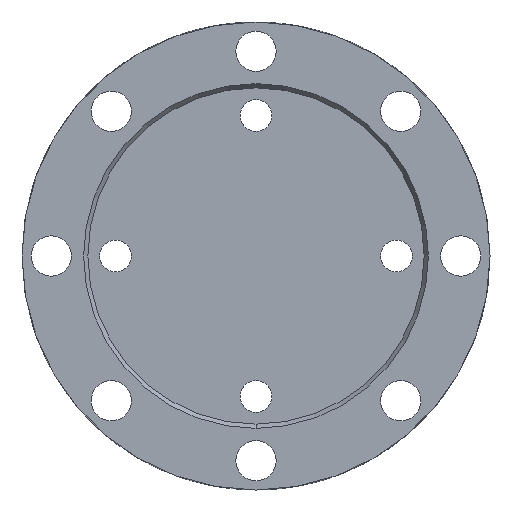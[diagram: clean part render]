
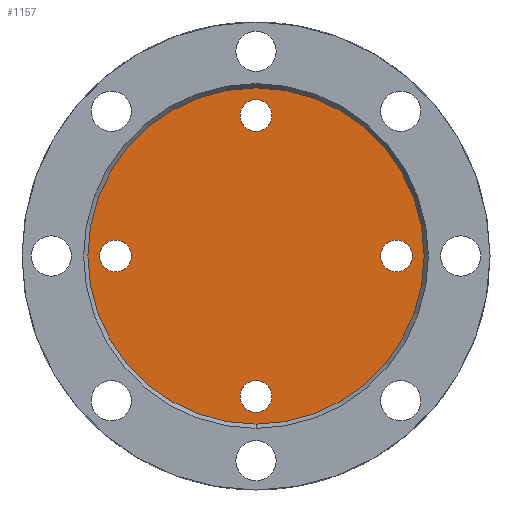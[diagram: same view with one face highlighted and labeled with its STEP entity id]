
A CAD part, front view. The second image highlights one B-rep face of the part: STEP entity #1157.
In plain terms, the highlighted planar face has unit normal (0, -1, 0).
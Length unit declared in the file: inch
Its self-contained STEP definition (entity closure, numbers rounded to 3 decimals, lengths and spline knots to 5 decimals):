
#4 = EDGE_CURVE ( 'NONE', #303, #203, #2722, .T. ) ;
#38 = CIRCLE ( 'NONE', #1140, 0.136 ) ;
#78 = CARTESIAN_POINT ( 'NONE',  ( 0., 0.05, -1.336 ) ) ;
#86 = DIRECTION ( 'NONE',  ( 0., 0., -1. ) ) ;
#93 = CARTESIAN_POINT ( 'NONE',  ( -1.2, 0.05, 0. ) ) ;
#192 = DIRECTION ( 'NONE',  ( 0., 0., -1. ) ) ;
#203 = VERTEX_POINT ( 'NONE', #2767 ) ;
#217 = CARTESIAN_POINT ( 'NONE',  ( 0., 0.05, 1.2 ) ) ;
#265 = CARTESIAN_POINT ( 'NONE',  ( -1.2, 0.05, 0.136 ) ) ;
#267 = VERTEX_POINT ( 'NONE', #1911 ) ;
#303 = VERTEX_POINT ( 'NONE', #78 ) ;
#316 = CIRCLE ( 'NONE', #2121, 0.136 ) ;
#336 = AXIS2_PLACEMENT_3D ( 'NONE', #93, #2830, #2227 ) ;
#390 = VERTEX_POINT ( 'NONE', #3774 ) ;
#393 = EDGE_LOOP ( 'NONE', ( #585, #3449 ) ) ;
#397 = CARTESIAN_POINT ( 'NONE',  ( 1.2, 0.05, -0.136 ) ) ;
#441 = ORIENTED_EDGE ( 'NONE', *, *, #1649, .T. ) ;
#505 = AXIS2_PLACEMENT_3D ( 'NONE', #3254, #2045, #192 ) ;
#561 = CARTESIAN_POINT ( 'NONE',  ( 0., 0.05, -1.2 ) ) ;
#562 = FACE_BOUND ( 'NONE', #1918, .T. ) ;
#585 = ORIENTED_EDGE ( 'NONE', *, *, #2189, .T. ) ;
#588 = ORIENTED_EDGE ( 'NONE', *, *, #3456, .T. ) ;
#688 = AXIS2_PLACEMENT_3D ( 'NONE', #2496, #990, #86 ) ;
#717 = CIRCLE ( 'NONE', #505, 1.43704 ) ;
#725 = CARTESIAN_POINT ( 'NONE',  ( 1.2, 0.05, 0. ) ) ;
#822 = EDGE_CURVE ( 'NONE', #941, #3038, #717, .T. ) ;
#851 = EDGE_CURVE ( 'NONE', #203, #303, #2104, .T. ) ;
#909 = EDGE_LOOP ( 'NONE', ( #2430, #3862 ) ) ;
#941 = VERTEX_POINT ( 'NONE', #2416 ) ;
#958 = AXIS2_PLACEMENT_3D ( 'NONE', #561, #3017, #3572 ) ;
#990 = DIRECTION ( 'NONE',  ( 0., -1., 0. ) ) ;
#1008 = AXIS2_PLACEMENT_3D ( 'NONE', #1034, #3770, #1653 ) ;
#1034 = CARTESIAN_POINT ( 'NONE',  ( -1.43704, 0.05, 0. ) ) ;
#1134 = DIRECTION ( 'NONE',  ( 0., 1., 0. ) ) ;
#1140 = AXIS2_PLACEMENT_3D ( 'NONE', #3638, #2939, #1466 ) ;
#1157 = ADVANCED_FACE ( 'NONE', ( #1173, #3855, #2175, #1848, #562 ), #3495, .T. ) ;
#1173 = FACE_BOUND ( 'NONE', #909, .T. ) ;
#1282 = VERTEX_POINT ( 'NONE', #3820 ) ;
#1319 = ORIENTED_EDGE ( 'NONE', *, *, #2454, .T. ) ;
#1332 = ORIENTED_EDGE ( 'NONE', *, *, #3010, .T. ) ;
#1466 = DIRECTION ( 'NONE',  ( 0., 0., -1. ) ) ;
#1649 = EDGE_CURVE ( 'NONE', #3191, #2193, #1749, .T. ) ;
#1653 = DIRECTION ( 'NONE',  ( 0., 0., -1. ) ) ;
#1749 = CIRCLE ( 'NONE', #2783, 0.136 ) ;
#1757 = CIRCLE ( 'NONE', #688, 1.43704 ) ;
#1783 = EDGE_CURVE ( 'NONE', #1282, #2475, #316, .T. ) ;
#1811 = DIRECTION ( 'NONE',  ( 0., 1., 0. ) ) ;
#1848 = FACE_BOUND ( 'NONE', #2807, .T. ) ;
#1911 = CARTESIAN_POINT ( 'NONE',  ( 0., 0.05, 1.064 ) ) ;
#1918 = EDGE_LOOP ( 'NONE', ( #1319, #441 ) ) ;
#2045 = DIRECTION ( 'NONE',  ( 0., -1., 0. ) ) ;
#2104 = CIRCLE ( 'NONE', #958, 0.136 ) ;
#2106 = DIRECTION ( 'NONE',  ( 0., 1., 0. ) ) ;
#2121 = AXIS2_PLACEMENT_3D ( 'NONE', #725, #3159, #3190 ) ;
#2129 = CIRCLE ( 'NONE', #3420, 0.136 ) ;
#2142 = CARTESIAN_POINT ( 'NONE',  ( 0., 0.05, -1.43704 ) ) ;
#2175 = FACE_OUTER_BOUND ( 'NONE', #393, .T. ) ;
#2189 = EDGE_CURVE ( 'NONE', #3038, #941, #1757, .T. ) ;
#2193 = VERTEX_POINT ( 'NONE', #3119 ) ;
#2227 = DIRECTION ( 'NONE',  ( 0., 0., -1. ) ) ;
#2312 = EDGE_CURVE ( 'NONE', #390, #267, #38, .T. ) ;
#2340 = DIRECTION ( 'NONE',  ( 0., 1., 0. ) ) ;
#2416 = CARTESIAN_POINT ( 'NONE',  ( 0., 0.05, 1.43704 ) ) ;
#2430 = ORIENTED_EDGE ( 'NONE', *, *, #4, .T. ) ;
#2454 = EDGE_CURVE ( 'NONE', #2193, #3191, #2693, .T. ) ;
#2475 = VERTEX_POINT ( 'NONE', #397 ) ;
#2489 = CIRCLE ( 'NONE', #2725, 0.136 ) ;
#2496 = CARTESIAN_POINT ( 'NONE',  ( 0., 0.05, 0. ) ) ;
#2557 = AXIS2_PLACEMENT_3D ( 'NONE', #2691, #2106, #3282 ) ;
#2636 = DIRECTION ( 'NONE',  ( 0., 0., -1. ) ) ;
#2691 = CARTESIAN_POINT ( 'NONE',  ( 0., 0.05, -1.2 ) ) ;
#2693 = CIRCLE ( 'NONE', #336, 0.136 ) ;
#2722 = CIRCLE ( 'NONE', #2557, 0.136 ) ;
#2725 = AXIS2_PLACEMENT_3D ( 'NONE', #217, #2340, #2636 ) ;
#2767 = CARTESIAN_POINT ( 'NONE',  ( 0., 0.05, -1.064 ) ) ;
#2783 = AXIS2_PLACEMENT_3D ( 'NONE', #3559, #1134, #3250 ) ;
#2807 = EDGE_LOOP ( 'NONE', ( #1332, #3726 ) ) ;
#2830 = DIRECTION ( 'NONE',  ( 0., 1., 0. ) ) ;
#2939 = DIRECTION ( 'NONE',  ( 0., 1., 0. ) ) ;
#3000 = CARTESIAN_POINT ( 'NONE',  ( 1.2, 0.05, 0. ) ) ;
#3010 = EDGE_CURVE ( 'NONE', #2475, #1282, #2129, .T. ) ;
#3017 = DIRECTION ( 'NONE',  ( 0., 1., 0. ) ) ;
#3038 = VERTEX_POINT ( 'NONE', #2142 ) ;
#3119 = CARTESIAN_POINT ( 'NONE',  ( -1.2, 0.05, -0.136 ) ) ;
#3159 = DIRECTION ( 'NONE',  ( 0., 1., 0. ) ) ;
#3190 = DIRECTION ( 'NONE',  ( 0., 0., -1. ) ) ;
#3191 = VERTEX_POINT ( 'NONE', #265 ) ;
#3250 = DIRECTION ( 'NONE',  ( 0., 0., -1. ) ) ;
#3254 = CARTESIAN_POINT ( 'NONE',  ( 0., 0.05, 0. ) ) ;
#3282 = DIRECTION ( 'NONE',  ( 0., 0., -1. ) ) ;
#3335 = ORIENTED_EDGE ( 'NONE', *, *, #2312, .T. ) ;
#3382 = EDGE_LOOP ( 'NONE', ( #588, #3335 ) ) ;
#3420 = AXIS2_PLACEMENT_3D ( 'NONE', #3000, #1811, #3896 ) ;
#3449 = ORIENTED_EDGE ( 'NONE', *, *, #822, .T. ) ;
#3456 = EDGE_CURVE ( 'NONE', #267, #390, #2489, .T. ) ;
#3495 = PLANE ( 'NONE',  #1008 ) ;
#3559 = CARTESIAN_POINT ( 'NONE',  ( -1.2, 0.05, 0. ) ) ;
#3572 = DIRECTION ( 'NONE',  ( 0., 0., -1. ) ) ;
#3638 = CARTESIAN_POINT ( 'NONE',  ( 0., 0.05, 1.2 ) ) ;
#3726 = ORIENTED_EDGE ( 'NONE', *, *, #1783, .T. ) ;
#3770 = DIRECTION ( 'NONE',  ( 0., -1., 0. ) ) ;
#3774 = CARTESIAN_POINT ( 'NONE',  ( 0., 0.05, 1.336 ) ) ;
#3820 = CARTESIAN_POINT ( 'NONE',  ( 1.2, 0.05, 0.136 ) ) ;
#3855 = FACE_BOUND ( 'NONE', #3382, .T. ) ;
#3862 = ORIENTED_EDGE ( 'NONE', *, *, #851, .T. ) ;
#3896 = DIRECTION ( 'NONE',  ( 0., 0., -1. ) ) ;
